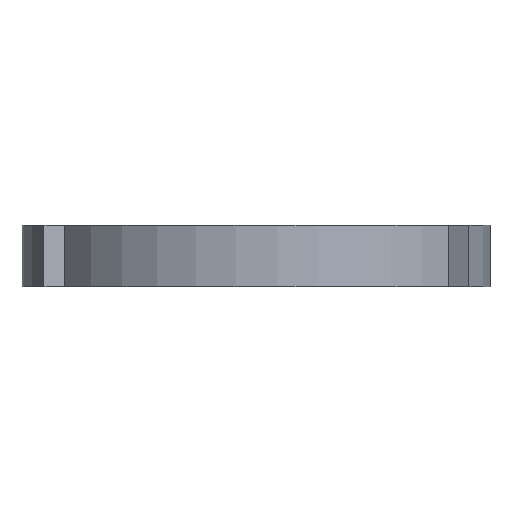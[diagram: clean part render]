
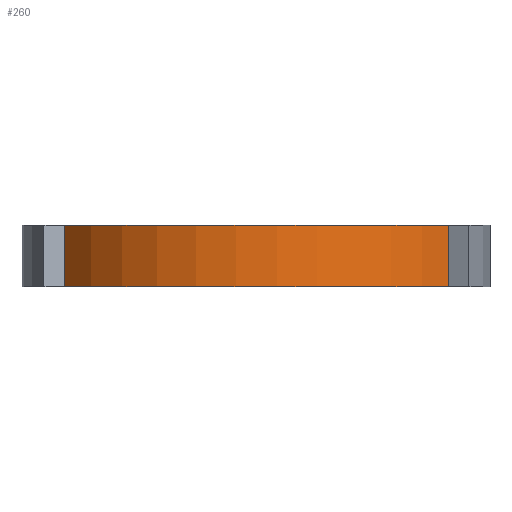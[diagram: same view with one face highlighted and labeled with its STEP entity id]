
A CAD part, front view. The second image highlights one B-rep face of the part: STEP entity #260.
In plain terms, the highlighted cylindrical face has radius 57.5 mm (diameter 115 mm), a partial arc.
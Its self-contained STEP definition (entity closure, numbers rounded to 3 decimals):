
#19 = DIRECTION ( 'NONE',  ( 0., 0., -1. ) ) ;
#28 = ORIENTED_EDGE ( 'NONE', *, *, #233, .T. ) ;
#30 = CARTESIAN_POINT ( 'NONE',  ( -47.108, -32.971, 15. ) ) ;
#32 = EDGE_LOOP ( 'NONE', ( #28, #175, #780, #167 ) ) ;
#40 = DIRECTION ( 'NONE',  ( 0., 0., -1. ) ) ;
#43 = EDGE_CURVE ( 'NONE', #475, #526, #615, .T. ) ;
#64 = CARTESIAN_POINT ( 'NONE',  ( -47.108, -32.971, 15. ) ) ;
#144 = AXIS2_PLACEMENT_3D ( 'NONE', #200, #676, #171 ) ;
#167 = ORIENTED_EDGE ( 'NONE', *, *, #756, .T. ) ;
#171 = DIRECTION ( 'NONE',  ( 1., 0., 0. ) ) ;
#175 = ORIENTED_EDGE ( 'NONE', *, *, #614, .F. ) ;
#180 = VERTEX_POINT ( 'NONE', #199 ) ;
#184 = CARTESIAN_POINT ( 'NONE',  ( 47.108, -32.971, 15. ) ) ;
#198 = LINE ( 'NONE', #623, #205 ) ;
#199 = CARTESIAN_POINT ( 'NONE',  ( 47.108, -32.971, 0. ) ) ;
#200 = CARTESIAN_POINT ( 'NONE',  ( 0., 0., 0. ) ) ;
#205 = VECTOR ( 'NONE', #19, 1000. ) ;
#213 = CARTESIAN_POINT ( 'NONE',  ( -47.108, -32.971, 0. ) ) ;
#233 = EDGE_CURVE ( 'NONE', #343, #180, #444, .T. ) ;
#260 = ADVANCED_FACE ( 'NONE', ( #353 ), #717, .T. ) ;
#294 = DIRECTION ( 'NONE',  ( 1., 0., 0. ) ) ;
#295 = AXIS2_PLACEMENT_3D ( 'NONE', #404, #654, #760 ) ;
#312 = VECTOR ( 'NONE', #40, 1000. ) ;
#343 = VERTEX_POINT ( 'NONE', #213 ) ;
#353 = FACE_OUTER_BOUND ( 'NONE', #32, .T. ) ;
#404 = CARTESIAN_POINT ( 'NONE',  ( 0., 0., 15. ) ) ;
#424 = CARTESIAN_POINT ( 'NONE',  ( 0., 0., 15. ) ) ;
#444 = CIRCLE ( 'NONE', #144, 57.5 ) ;
#475 = VERTEX_POINT ( 'NONE', #64 ) ;
#526 = VERTEX_POINT ( 'NONE', #184 ) ;
#614 = EDGE_CURVE ( 'NONE', #526, #180, #198, .T. ) ;
#615 = CIRCLE ( 'NONE', #711, 57.5 ) ;
#623 = CARTESIAN_POINT ( 'NONE',  ( 47.108, -32.971, 15. ) ) ;
#645 = LINE ( 'NONE', #30, #312 ) ;
#654 = DIRECTION ( 'NONE',  ( 0., 0., -1. ) ) ;
#663 = DIRECTION ( 'NONE',  ( 0., 0., 1. ) ) ;
#676 = DIRECTION ( 'NONE',  ( 0., 0., 1. ) ) ;
#711 = AXIS2_PLACEMENT_3D ( 'NONE', #424, #663, #294 ) ;
#717 = CYLINDRICAL_SURFACE ( 'NONE', #295, 57.5 ) ;
#756 = EDGE_CURVE ( 'NONE', #475, #343, #645, .T. ) ;
#760 = DIRECTION ( 'NONE',  ( -1., 0., 0. ) ) ;
#780 = ORIENTED_EDGE ( 'NONE', *, *, #43, .F. ) ;
